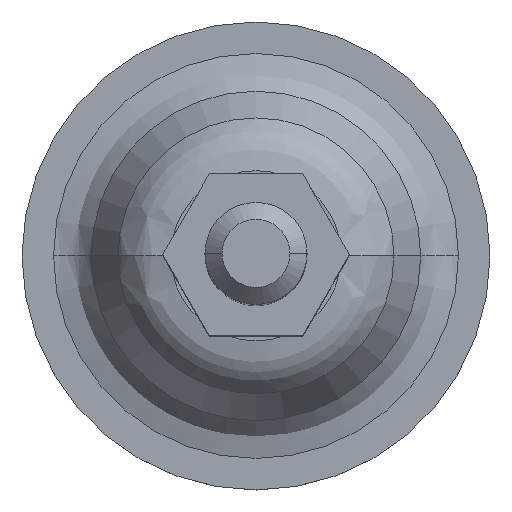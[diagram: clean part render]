
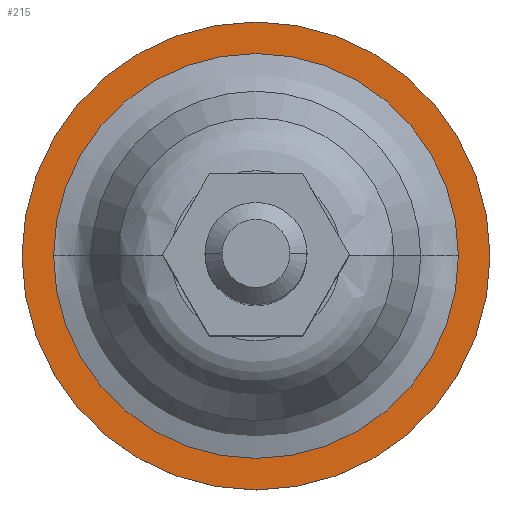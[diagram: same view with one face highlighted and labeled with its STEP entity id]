
A CAD part, top view. The second image highlights one B-rep face of the part: STEP entity #215.
In plain terms, the highlighted planar face has unit normal (0, 0, 1).
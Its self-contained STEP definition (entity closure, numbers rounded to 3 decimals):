
#215=ADVANCED_FACE('',(#914,#915),#913,.T.);
#913=PLANE('',#1714);
#914=FACE_OUTER_BOUND('',#1715,.T.);
#915=FACE_BOUND('',#1716,.T.);
#1711=CARTESIAN_POINT('',(-35.75,-57.158,-20.5));
#1712=DIRECTION('',(0.,0.,1.));
#1713=DIRECTION('',(1.,0.,0.));
#1714=AXIS2_PLACEMENT_3D('',#1711,#1712,#1713);
#1715=EDGE_LOOP('',(#2381,#2382));
#1716=EDGE_LOOP('',(#2383,#2384));
#2381=ORIENTED_EDGE('',*,*,#2669,.F.);
#2382=ORIENTED_EDGE('',*,*,#2670,.F.);
#2383=ORIENTED_EDGE('',*,*,#2671,.T.);
#2384=ORIENTED_EDGE('',*,*,#2672,.T.);
#2669=EDGE_CURVE('',#3793,#3794,#3795,.T.);
#2670=EDGE_CURVE('',#3794,#3793,#3801,.T.);
#2671=EDGE_CURVE('',#3807,#3808,#3809,.T.);
#2672=EDGE_CURVE('',#3808,#3807,#3815,.T.);
#3793=VERTEX_POINT('',#4907);
#3794=VERTEX_POINT('',#4908);
#3795=CIRCLE('',#4912,27.5);
#3801=CIRCLE('',#4916,27.5);
#3807=VERTEX_POINT('',#4917);
#3808=VERTEX_POINT('',#4918);
#3809=CIRCLE('',#4922,23.791);
#3815=CIRCLE('',#4926,23.791);
#4907=CARTESIAN_POINT('',(27.5,0.,-20.5));
#4908=CARTESIAN_POINT('',(-27.5,0.,-20.5));
#4909=CARTESIAN_POINT('',(0.,0.,-20.5));
#4910=DIRECTION('',(0.,0.,-1.));
#4911=DIRECTION('',(-1.,0.,0.));
#4912=AXIS2_PLACEMENT_3D('',#4909,#4910,#4911);
#4913=CARTESIAN_POINT('',(0.,0.,-20.5));
#4914=DIRECTION('',(0.,0.,-1.));
#4915=DIRECTION('',(-1.,0.,0.));
#4916=AXIS2_PLACEMENT_3D('',#4913,#4914,#4915);
#4917=CARTESIAN_POINT('',(-23.791,0.,-20.5));
#4918=CARTESIAN_POINT('',(23.791,0.,-20.5));
#4919=CARTESIAN_POINT('',(0.,0.,-20.5));
#4920=DIRECTION('',(0.,0.,-1.));
#4921=DIRECTION('',(-1.,0.,0.));
#4922=AXIS2_PLACEMENT_3D('',#4919,#4920,#4921);
#4923=CARTESIAN_POINT('',(0.,0.,-20.5));
#4924=DIRECTION('',(0.,0.,-1.));
#4925=DIRECTION('',(-1.,0.,0.));
#4926=AXIS2_PLACEMENT_3D('',#4923,#4924,#4925);
